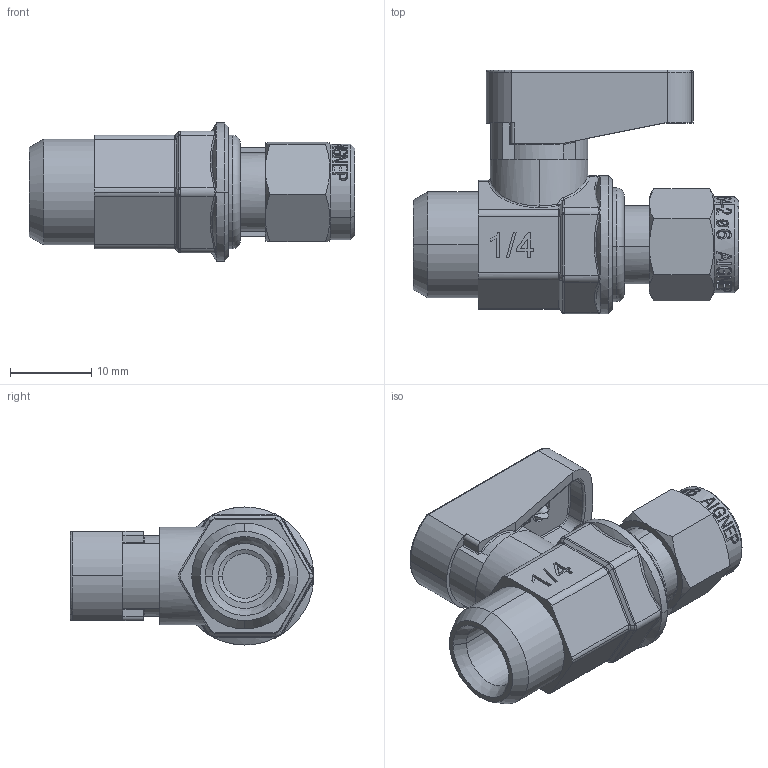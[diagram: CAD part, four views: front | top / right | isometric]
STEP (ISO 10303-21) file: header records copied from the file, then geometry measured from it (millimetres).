
FILE_DESCRIPTION (( 'STEP AP214' ), '1' );
FILE_NAME ('0644000003.step', '2012-10-02T16:32:33', ( '' ), ( '' ), 'SwSTEP 2.0', 'SolidWorks 2012', '' );
FILE_SCHEMA (( 'AUTOMOTIVE_DESIGN' ));
Length unit declared in the file: millimetre
Products named in the file (1): 0644000003
Bounding box: 40.08 x 30 x 17 mm (x, y, z)
Volume: 7490.2 mm3; surface area: 4806.8 mm2
Topology: 5 solids, 7 shells, 916 faces, 2324 edges, 1501 vertices
Faces by surface type: plane 442, bspline 230, cylinder 164, torus 39, cone 39, sphere 2
Entity records: 50330 total; most frequent: CARTESIAN_POINT 20029, ORIENTED_EDGE 4648, DIRECTION 3462, EDGE_CURVE 2324, VERTEX_POINT 1501, AXIS2_PLACEMENT_3D 1159, LINE 1144, VECTOR 1144
